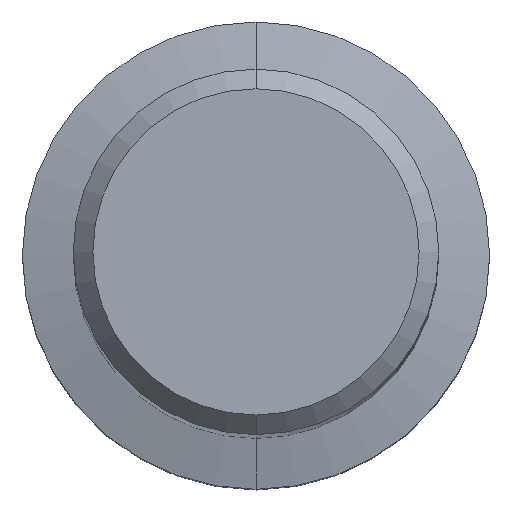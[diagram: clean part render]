
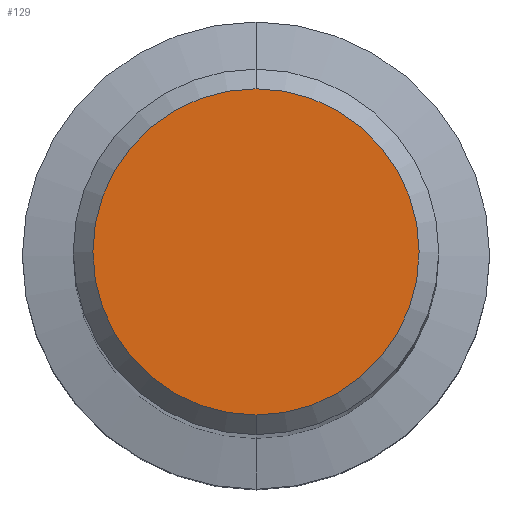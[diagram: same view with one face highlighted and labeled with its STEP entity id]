
A CAD part, top view. The second image highlights one B-rep face of the part: STEP entity #129.
In plain terms, the highlighted planar face has unit normal (0, 0, 1).
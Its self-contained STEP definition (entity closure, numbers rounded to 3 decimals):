
#129=ADVANCED_FACE('',(#330),#331,.T.);
#155=VERTEX_POINT('',#361);
#185=EDGE_CURVE('',#155,#289,#393,.T.);
#235=EDGE_CURVE('',#289,#155,#453,.T.);
#289=VERTEX_POINT('',#512);
#330=FACE_OUTER_BOUND('',#545,.T.);
#331=PLANE('',#546);
#361=CARTESIAN_POINT('',(0.,-6.65,0.0));
#393=CIRCLE('',#633,6.65);
#453=CIRCLE('',#702,6.65);
#512=CARTESIAN_POINT('',(0.0,6.65,0.0));
#545=EDGE_LOOP('',(#816,#817));
#546=AXIS2_PLACEMENT_3D('',#818,#819,#820);
#633=AXIS2_PLACEMENT_3D('',#890,#891,#892);
#702=AXIS2_PLACEMENT_3D('',#985,#986,#987);
#816=ORIENTED_EDGE('',*,*,#235,.F.);
#817=ORIENTED_EDGE('',*,*,#185,.F.);
#818=CARTESIAN_POINT('',(0.0,3.325,0.0));
#819=DIRECTION('',(-0.0,0.0,1.0));
#820=DIRECTION('',(0.0,-1.0,0.0));
#890=CARTESIAN_POINT('',(0.0,0.0,0.0));
#891=DIRECTION('',(0.0,0.0,-1.0));
#892=DIRECTION('',(0.0,1.0,0.0));
#985=CARTESIAN_POINT('',(0.0,0.0,0.0));
#986=DIRECTION('',(0.0,0.0,-1.0));
#987=DIRECTION('',(0.0,1.0,0.0));
